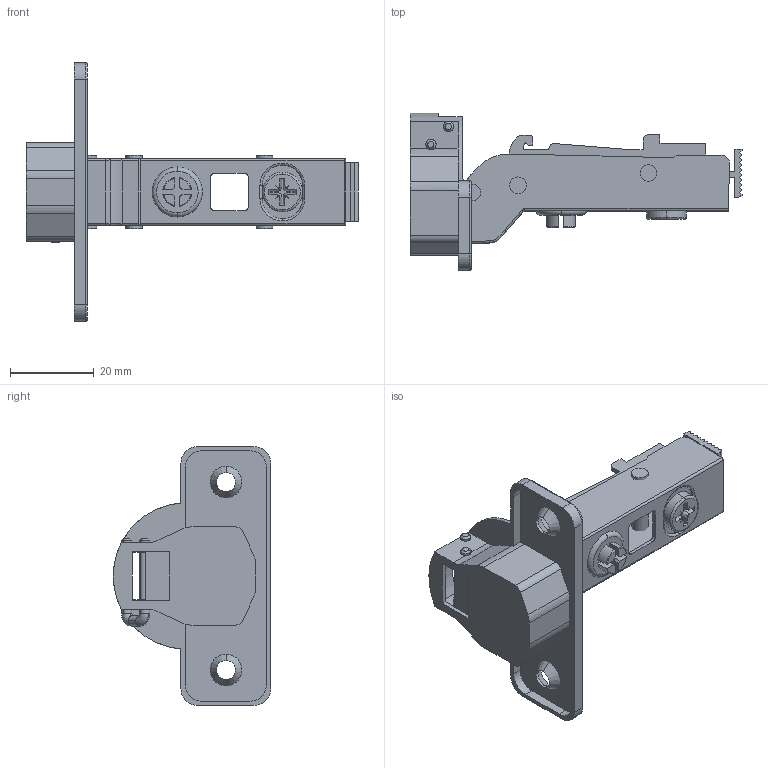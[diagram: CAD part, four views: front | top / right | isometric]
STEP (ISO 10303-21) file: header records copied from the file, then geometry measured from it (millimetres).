
FILE_DESCRIPTION (( 'STEP AP214' ), '1' );
FILE_NAME ('F000021,F000022-CLOSE_3D.step', '2022-06-06T12:49:36', ( '' ), ( '' ), 'SwSTEP 2.0', 'SolidWorks 2020', '' );
FILE_SCHEMA (( 'AUTOMOTIVE_DESIGN' ));
Length unit declared in the file: millimetre
Products named in the file (6): Raminko polonalozeny NC50; 鋀p; Miska; Spoj raminka miska; Vidlice; F000021,F000022-CLOSE_3D
Assembly tree (8 placements, depth 2):
  F000021,F000022-CLOSE_3D
    Raminko polonalozeny NC50
    Spoj raminka miska
    Miska
    Vidlice
    鋀p  x4
Bounding box: 79.53 x 37.7 x 62 mm (x, y, z)
Volume: 8297.4 mm3; surface area: 16673.9 mm2
Topology: 10 solids, 10 shells, 442 faces, 1190 edges, 767 vertices
Faces by surface type: plane 225, cylinder 161, torus 21, bspline 16, cone 16, sphere 3
Entity records: 14221 total; most frequent: CARTESIAN_POINT 2996, ORIENTED_EDGE 2336, DIRECTION 2269, EDGE_CURVE 1168, AXIS2_PLACEMENT_3D 768, VERTEX_POINT 755, LINE 733, VECTOR 733
